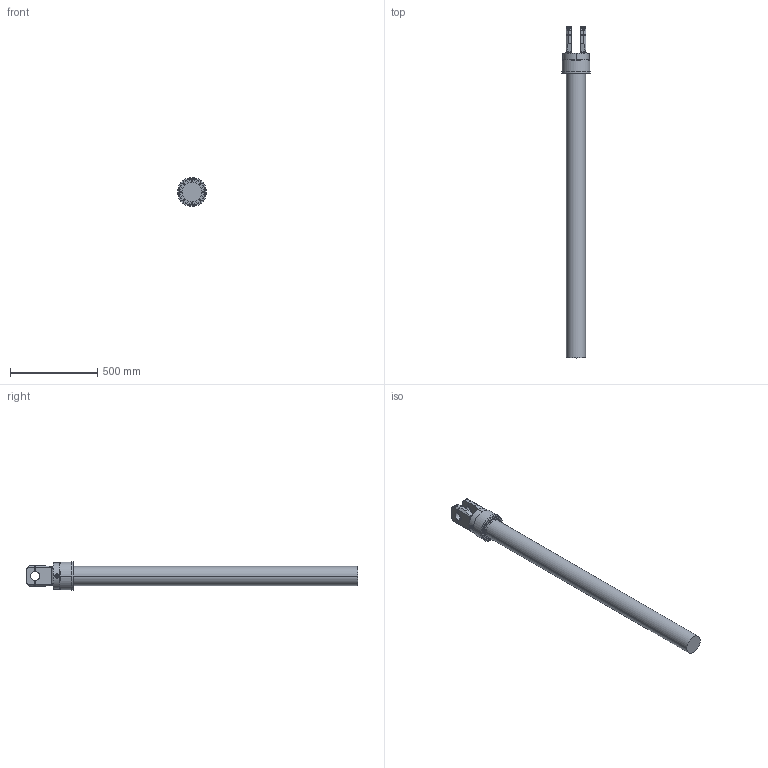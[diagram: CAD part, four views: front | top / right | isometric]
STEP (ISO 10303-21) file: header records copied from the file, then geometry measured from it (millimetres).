
FILE_DESCRIPTION (( 'STEP AP203' ), '1' );
FILE_NAME ('_3-133725_PISTONROD_AS_SW0001_1.stp_Default_sldprt.STEP', '2024-04-16T11:02:32', ( '' ), ( '' ), 'SwSTEP 2.0', 'SolidWorks 2023', '' );
FILE_SCHEMA (( 'CONFIG_CONTROL_DESIGN' ));
Length unit declared in the file: millimetre
Products named in the file (1): _3-133725_PISTONROD_AS_SW0001_1.stp_Default_sldprt
Bounding box: 165 x 1901 x 165 mm (x, y, z)
Volume: 18444219.1 mm3; surface area: 865225.5 mm2
Topology: 1 solids, 2 shells, 607 faces, 1549 edges, 965 vertices
Faces by surface type: cylinder 262, plane 256, cone 87, bspline 2
Entity records: 19678 total; most frequent: CARTESIAN_POINT 4716, DIRECTION 3281, ORIENTED_EDGE 2982, EDGE_CURVE 1491, AXIS2_PLACEMENT_3D 1238, VERTEX_POINT 965, LINE 805, VECTOR 805
